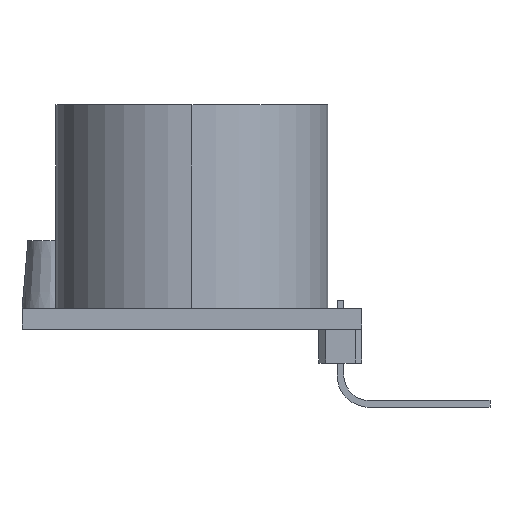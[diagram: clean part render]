
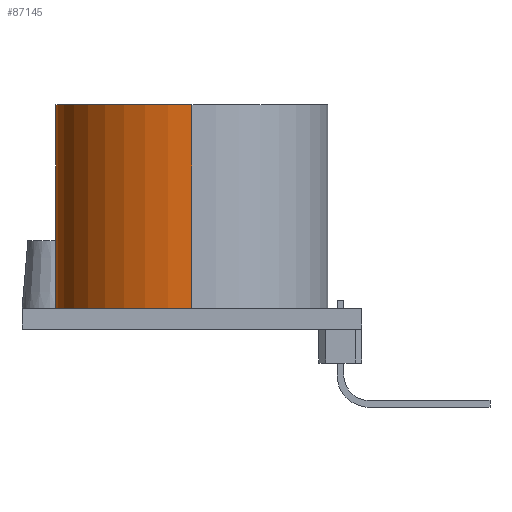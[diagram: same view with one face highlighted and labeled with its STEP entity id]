
A CAD part, left-side view. The second image highlights one B-rep face of the part: STEP entity #87145.
In plain terms, the highlighted cylindrical face has radius 8 mm (diameter 16 mm), a partial arc.
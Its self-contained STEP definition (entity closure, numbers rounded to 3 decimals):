
#424 = CIRCLE ( 'NONE', #68543, 8. ) ;
#1333 = CARTESIAN_POINT ( 'NONE',  ( -13., 10., -4.45 ) ) ;
#8170 = EDGE_CURVE ( 'NONE', #93749, #71362, #31757, .T. ) ;
#8330 = DIRECTION ( 'NONE',  ( 1., 0., 0. ) ) ;
#16200 = VECTOR ( 'NONE', #45085, 1000. ) ;
#19775 = ORIENTED_EDGE ( 'NONE', *, *, #8170, .F. ) ;
#21868 = LINE ( 'NONE', #27884, #16200 ) ;
#23242 = FACE_OUTER_BOUND ( 'NONE', #92493, .T. ) ;
#25577 = CARTESIAN_POINT ( 'NONE',  ( -13., 10., 7.55 ) ) ;
#26024 = CARTESIAN_POINT ( 'NONE',  ( -13., 10., 7.55 ) ) ;
#27884 = CARTESIAN_POINT ( 'NONE',  ( -5., 10., 7.55 ) ) ;
#28628 = CARTESIAN_POINT ( 'NONE',  ( -5., 10., 7.55 ) ) ;
#30414 = CARTESIAN_POINT ( 'NONE',  ( -5., 10., -4.45 ) ) ;
#31757 = LINE ( 'NONE', #48224, #87749 ) ;
#33370 = DIRECTION ( 'NONE',  ( 1., 0., 0. ) ) ;
#35618 = ORIENTED_EDGE ( 'NONE', *, *, #55078, .F. ) ;
#37442 = VERTEX_POINT ( 'NONE', #30414 ) ;
#45085 = DIRECTION ( 'NONE',  ( 0., 0., -1. ) ) ;
#48224 = CARTESIAN_POINT ( 'NONE',  ( -21., 10., 7.55 ) ) ;
#54301 = AXIS2_PLACEMENT_3D ( 'NONE', #26024, #77169, #33370 ) ;
#54655 = DIRECTION ( 'NONE',  ( -1., 0., 0. ) ) ;
#55078 = EDGE_CURVE ( 'NONE', #94378, #93749, #83755, .T. ) ;
#55642 = AXIS2_PLACEMENT_3D ( 'NONE', #25577, #62359, #54655 ) ;
#57785 = CARTESIAN_POINT ( 'NONE',  ( -21., 10., 7.55 ) ) ;
#59709 = DIRECTION ( 'NONE',  ( 0., 0., 1. ) ) ;
#62359 = DIRECTION ( 'NONE',  ( 0., 0., -1. ) ) ;
#63628 = DIRECTION ( 'NONE',  ( 0., 0., -1. ) ) ;
#64663 = CARTESIAN_POINT ( 'NONE',  ( -21., 10., -4.45 ) ) ;
#66507 = ORIENTED_EDGE ( 'NONE', *, *, #87445, .T. ) ;
#68543 = AXIS2_PLACEMENT_3D ( 'NONE', #1333, #59709, #8330 ) ;
#71362 = VERTEX_POINT ( 'NONE', #64663 ) ;
#72267 = ORIENTED_EDGE ( 'NONE', *, *, #83661, .T. ) ;
#77169 = DIRECTION ( 'NONE',  ( 0., 0., 1. ) ) ;
#83661 = EDGE_CURVE ( 'NONE', #94378, #37442, #21868, .T. ) ;
#83755 = CIRCLE ( 'NONE', #54301, 8. ) ;
#87145 = ADVANCED_FACE ( 'NONE', ( #23242 ), #94034, .T. ) ;
#87445 = EDGE_CURVE ( 'NONE', #37442, #71362, #424, .T. ) ;
#87749 = VECTOR ( 'NONE', #63628, 1000. ) ;
#92493 = EDGE_LOOP ( 'NONE', ( #35618, #72267, #66507, #19775 ) ) ;
#93749 = VERTEX_POINT ( 'NONE', #57785 ) ;
#94034 = CYLINDRICAL_SURFACE ( 'NONE', #55642, 8. ) ;
#94378 = VERTEX_POINT ( 'NONE', #28628 ) ;
